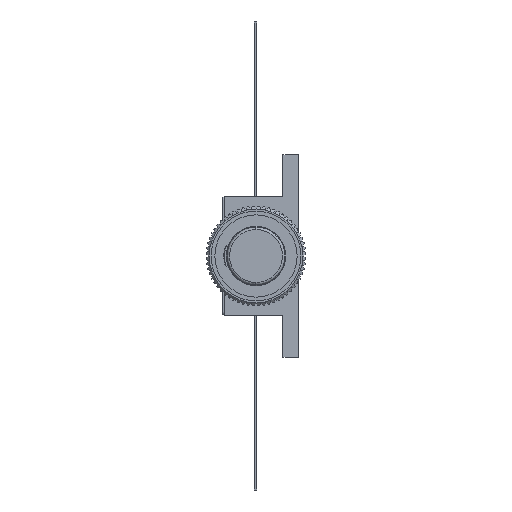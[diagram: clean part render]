
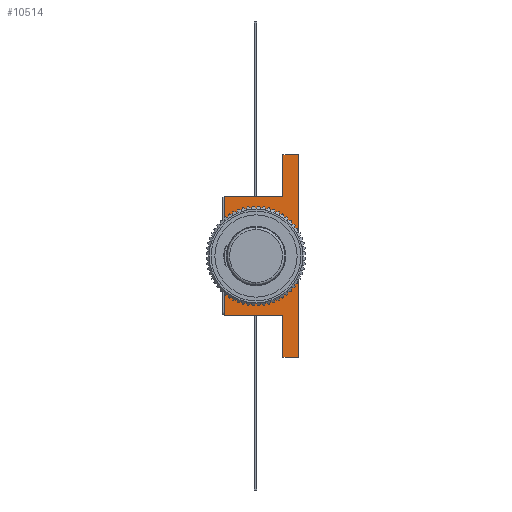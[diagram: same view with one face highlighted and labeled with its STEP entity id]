
A CAD part, left-side view. The second image highlights one B-rep face of the part: STEP entity #10514.
In plain terms, the highlighted planar face has unit normal (-1, 0, 0).
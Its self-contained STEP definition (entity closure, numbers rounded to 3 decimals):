
#527 = CARTESIAN_POINT ( 'NONE',  ( -9., 1.6, 10.15 ) ) ;
#581 = AXIS2_PLACEMENT_3D ( 'NONE', #11607, #3094, #13025 ) ;
#971 = VECTOR ( 'NONE', #9335, 1000. ) ;
#1683 = EDGE_CURVE ( 'NONE', #15761, #6292, #9390, .T. ) ;
#1937 = VERTEX_POINT ( 'NONE', #17212 ) ;
#1949 = EDGE_CURVE ( 'NONE', #9266, #3304, #16641, .T. ) ;
#2221 = EDGE_CURVE ( 'NONE', #14786, #15761, #15964, .T. ) ;
#2759 = ORIENTED_EDGE ( 'NONE', *, *, #9497, .F. ) ;
#2952 = VECTOR ( 'NONE', #3404, 1000. ) ;
#3015 = ORIENTED_EDGE ( 'NONE', *, *, #8211, .T. ) ;
#3094 = DIRECTION ( 'NONE',  ( 1., 0., 0. ) ) ;
#3303 = DIRECTION ( 'NONE',  ( 0., 0., 1. ) ) ;
#3304 = VERTEX_POINT ( 'NONE', #13272 ) ;
#3404 = DIRECTION ( 'NONE',  ( 0., 0., 1. ) ) ;
#3544 = ORIENTED_EDGE ( 'NONE', *, *, #1949, .F. ) ;
#3618 = VECTOR ( 'NONE', #10407, 1000. ) ;
#4565 = CARTESIAN_POINT ( 'NONE',  ( -9., 4.3, 0. ) ) ;
#4760 = LINE ( 'NONE', #17779, #971 ) ;
#5039 = ORIENTED_EDGE ( 'NONE', *, *, #16571, .F. ) ;
#5119 = LINE ( 'NONE', #527, #12207 ) ;
#5135 = EDGE_CURVE ( 'NONE', #3304, #9266, #6572, .T. ) ;
#5363 = DIRECTION ( 'NONE',  ( 0., 0., 1. ) ) ;
#5508 = ORIENTED_EDGE ( 'NONE', *, *, #6825, .F. ) ;
#5563 = FACE_BOUND ( 'NONE', #5801, .T. ) ;
#5801 = EDGE_LOOP ( 'NONE', ( #3544, #8313 ) ) ;
#5936 = VERTEX_POINT ( 'NONE', #11538 ) ;
#5960 = DIRECTION ( 'NONE',  ( 0., 0., -1. ) ) ;
#6033 = LINE ( 'NONE', #11188, #13593 ) ;
#6164 = ORIENTED_EDGE ( 'NONE', *, *, #1683, .F. ) ;
#6292 = VERTEX_POINT ( 'NONE', #8071 ) ;
#6316 = ORIENTED_EDGE ( 'NONE', *, *, #7353, .F. ) ;
#6487 = DIRECTION ( 'NONE',  ( -1., 0., 0. ) ) ;
#6572 = CIRCLE ( 'NONE', #11711, 1.5 ) ;
#6694 = CARTESIAN_POINT ( 'NONE',  ( -9., 1.6, -6. ) ) ;
#6723 = EDGE_CURVE ( 'NONE', #14526, #7197, #7178, .T. ) ;
#6825 = EDGE_CURVE ( 'NONE', #1937, #15771, #14925, .T. ) ;
#7178 = LINE ( 'NONE', #16064, #2952 ) ;
#7197 = VERTEX_POINT ( 'NONE', #11500 ) ;
#7353 = EDGE_CURVE ( 'NONE', #15771, #14786, #13141, .T. ) ;
#7555 = CARTESIAN_POINT ( 'NONE',  ( -9., 1.6, -10.15 ) ) ;
#8071 = CARTESIAN_POINT ( 'NONE',  ( -9., 7.5, 6. ) ) ;
#8211 = EDGE_CURVE ( 'NONE', #1937, #5936, #4760, .T. ) ;
#8313 = ORIENTED_EDGE ( 'NONE', *, *, #5135, .F. ) ;
#8485 = VECTOR ( 'NONE', #9620, 1000. ) ;
#9266 = VERTEX_POINT ( 'NONE', #13298 ) ;
#9335 = DIRECTION ( 'NONE',  ( 0., 0., 1. ) ) ;
#9375 = VECTOR ( 'NONE', #3303, 1000. ) ;
#9390 = LINE ( 'NONE', #13859, #12702 ) ;
#9497 = EDGE_CURVE ( 'NONE', #6292, #14526, #6033, .T. ) ;
#9620 = DIRECTION ( 'NONE',  ( 0., 1., 0. ) ) ;
#10276 = CARTESIAN_POINT ( 'NONE',  ( -9., 7.5, -6. ) ) ;
#10407 = DIRECTION ( 'NONE',  ( 0., 1., 0. ) ) ;
#10463 = DIRECTION ( 'NONE',  ( 0., -1., 0. ) ) ;
#10514 = ADVANCED_FACE ( 'NONE', ( #5563, #13117 ), #14389, .F. ) ;
#10890 = EDGE_LOOP ( 'NONE', ( #5039, #16414, #2759, #6164, #12271, #6316, #5508, #3015 ) ) ;
#11188 = CARTESIAN_POINT ( 'NONE',  ( -9., 1.6, 6. ) ) ;
#11500 = CARTESIAN_POINT ( 'NONE',  ( -9., 1.6, 10.15 ) ) ;
#11538 = CARTESIAN_POINT ( 'NONE',  ( -9., 0., 10.15 ) ) ;
#11607 = CARTESIAN_POINT ( 'NONE',  ( -9., 1.6, -10.15 ) ) ;
#11711 = AXIS2_PLACEMENT_3D ( 'NONE', #14983, #6487, #16360 ) ;
#12207 = VECTOR ( 'NONE', #10463, 1000. ) ;
#12271 = ORIENTED_EDGE ( 'NONE', *, *, #2221, .F. ) ;
#12595 = DIRECTION ( 'NONE',  ( 0., -1., 0. ) ) ;
#12702 = VECTOR ( 'NONE', #5363, 1000. ) ;
#13014 = CARTESIAN_POINT ( 'NONE',  ( -9., 1.6, -6. ) ) ;
#13025 = DIRECTION ( 'NONE',  ( 0., 0., -1. ) ) ;
#13117 = FACE_OUTER_BOUND ( 'NONE', #10890, .T. ) ;
#13141 = LINE ( 'NONE', #17399, #9375 ) ;
#13272 = CARTESIAN_POINT ( 'NONE',  ( -9., 4.3, 1.5 ) ) ;
#13298 = CARTESIAN_POINT ( 'NONE',  ( -9., 4.3, -1.5 ) ) ;
#13593 = VECTOR ( 'NONE', #12595, 1000. ) ;
#13859 = CARTESIAN_POINT ( 'NONE',  ( -9., 7.5, -10.15 ) ) ;
#14389 = PLANE ( 'NONE',  #581 ) ;
#14464 = DIRECTION ( 'NONE',  ( -1., 0., 0. ) ) ;
#14526 = VERTEX_POINT ( 'NONE', #14929 ) ;
#14786 = VERTEX_POINT ( 'NONE', #13014 ) ;
#14925 = LINE ( 'NONE', #7555, #3618 ) ;
#14929 = CARTESIAN_POINT ( 'NONE',  ( -9., 1.6, 6. ) ) ;
#14983 = CARTESIAN_POINT ( 'NONE',  ( -9., 4.3, 0. ) ) ;
#15761 = VERTEX_POINT ( 'NONE', #10276 ) ;
#15771 = VERTEX_POINT ( 'NONE', #15982 ) ;
#15964 = LINE ( 'NONE', #6694, #8485 ) ;
#15982 = CARTESIAN_POINT ( 'NONE',  ( -9., 1.6, -10.15 ) ) ;
#16064 = CARTESIAN_POINT ( 'NONE',  ( -9., 1.6, -10.15 ) ) ;
#16360 = DIRECTION ( 'NONE',  ( 0., 0., -1. ) ) ;
#16414 = ORIENTED_EDGE ( 'NONE', *, *, #6723, .F. ) ;
#16571 = EDGE_CURVE ( 'NONE', #7197, #5936, #5119, .T. ) ;
#16641 = CIRCLE ( 'NONE', #17757, 1.5 ) ;
#17212 = CARTESIAN_POINT ( 'NONE',  ( -9., 0., -10.15 ) ) ;
#17399 = CARTESIAN_POINT ( 'NONE',  ( -9., 1.6, -10.15 ) ) ;
#17757 = AXIS2_PLACEMENT_3D ( 'NONE', #4565, #14464, #5960 ) ;
#17779 = CARTESIAN_POINT ( 'NONE',  ( -9., 0., 0. ) ) ;
